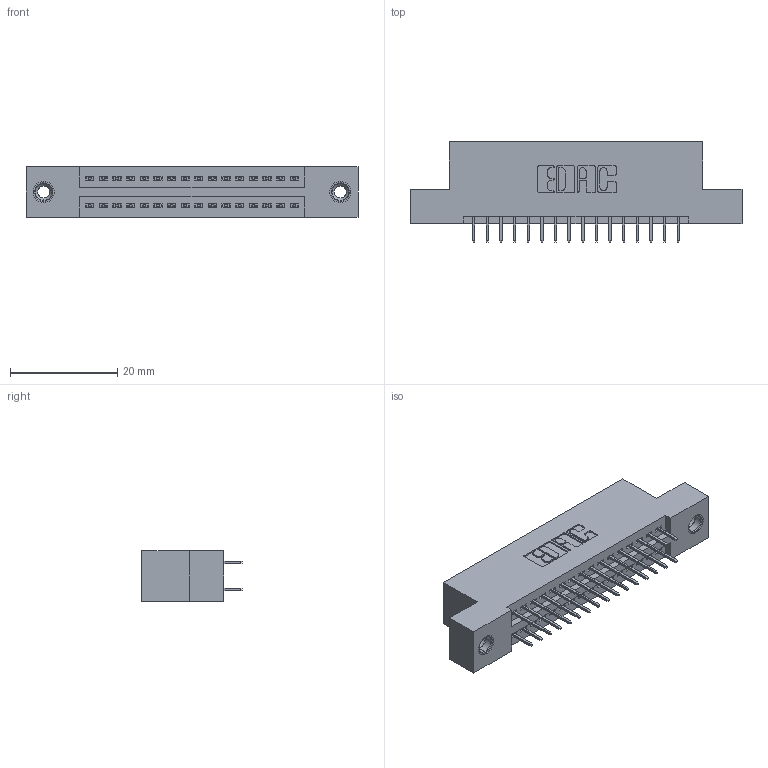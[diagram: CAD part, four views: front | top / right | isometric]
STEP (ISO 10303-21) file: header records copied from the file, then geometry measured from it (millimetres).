
FILE_DESCRIPTION (( 'STEP AP203' ), '1' );
FILE_NAME ('895-032-525-208.STEP', '2020-09-25T19:55:46', ( '' ), ( '' ), 'SwSTEP 2.0', 'SolidWorks 2020', '' );
FILE_SCHEMA (( 'CONFIG_CONTROL_DESIGN' ));
Length unit declared in the file: inch
Products named in the file (4): 895-032-525-208; 845 Part_Flush Mounting Lugs - 0.156 Dia-TI; 345-292-001_345-293-125; 345-250-001_345-250-003-102
Assembly tree (35 placements, depth 2):
  895-032-525-208
    845 Part_Flush Mounting Lugs - 0.156 Dia-TI
    345-292-001_345-293-125  x32
    345-250-001_345-250-003-102  x2
Bounding box: 61.85 x 18.72 x 9.4 mm (x, y, z)
Volume: 5707.5 mm3; surface area: 7787.9 mm2
Topology: 35 solids, 35 shells, 1914 faces, 5373 edges, 3446 vertices
Faces by surface type: plane 1360, cylinder 538, cone 12, torus 4
Entity records: 17314 total; most frequent: CARTESIAN_POINT 2907, ORIENTED_EDGE 2834, DIRECTION 2623, EDGE_CURVE 1417, VECTOR 1205, LINE 1205, VERTEX_POINT 936, AXIS2_PLACEMENT_3D 709
